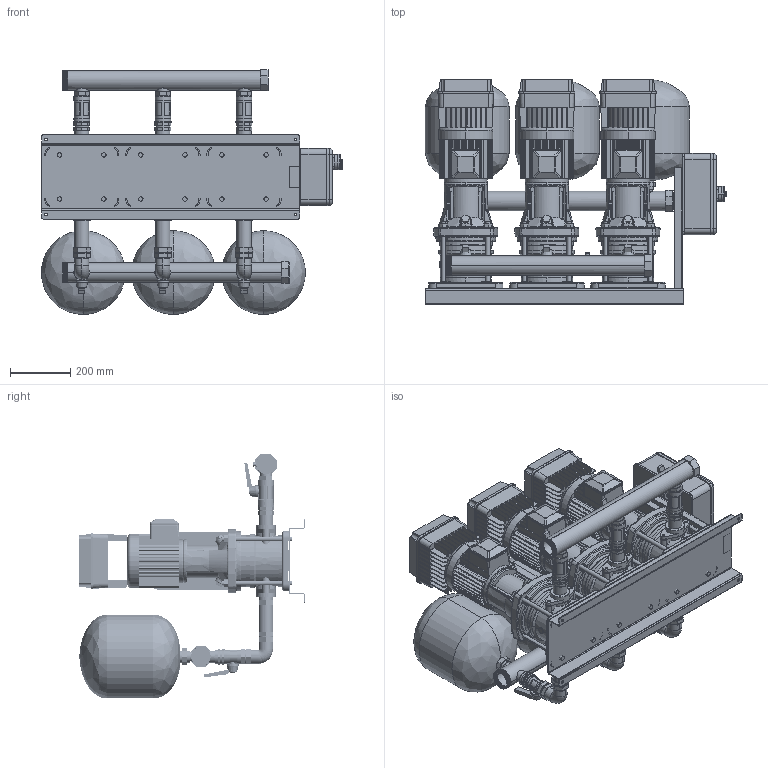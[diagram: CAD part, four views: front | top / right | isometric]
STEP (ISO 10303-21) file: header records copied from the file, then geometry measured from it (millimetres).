
FILE_DESCRIPTION (( 'STEP AP214' ), '1' );
FILE_NAME ('3SBI_10-4_TE_ZB00050653.STEP', '2022-02-04T08:05:02', ( '' ), ( '' ), 'SwSTEP 2.0', 'SolidWorks 2020', '' );
FILE_SCHEMA (( 'AUTOMOTIVE_DESIGN' ));
Length unit declared in the file: mil
Products named in the file (1): 3SBI_10-4_TE_ZB00050653
Bounding box: 1002.75 x 752 x 815.6 mm (x, y, z)
Volume: 98095207.6 mm3; surface area: 7146289 mm2
Topology: 77 solids, 102 shells, 4895 faces, 12692 edges, 8113 vertices
Faces by surface type: plane 2244, cylinder 1595, bspline 609, torus 267, cone 166, sphere 14
Entity records: 231857 total; most frequent: CARTESIAN_POINT 115614, ORIENTED_EDGE 25290, DIRECTION 21798, EDGE_CURVE 12645, VERTEX_POINT 8113, AXIS2_PLACEMENT_3D 7623, VECTOR 6552, LINE 6552
